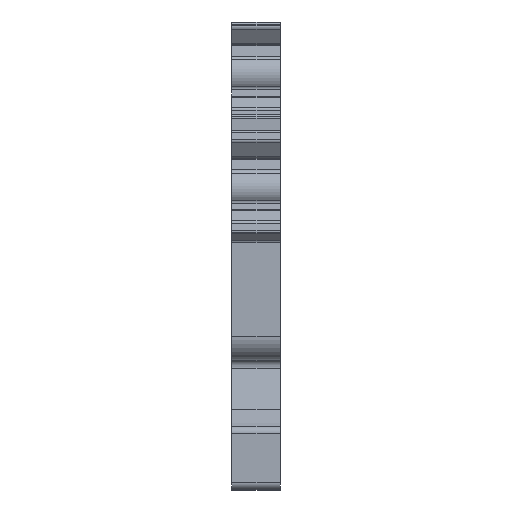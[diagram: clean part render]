
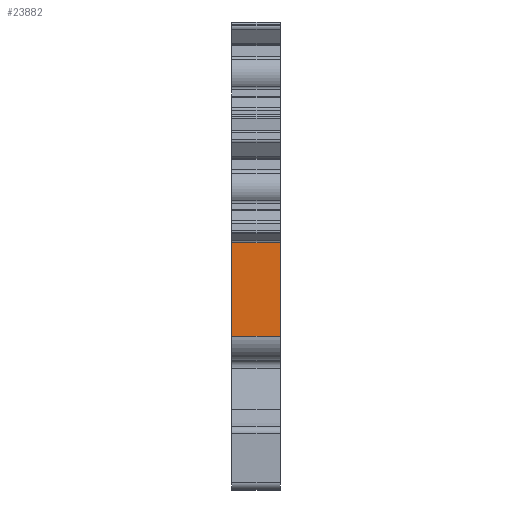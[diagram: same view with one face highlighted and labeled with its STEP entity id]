
A CAD part, left-side view. The second image highlights one B-rep face of the part: STEP entity #23882.
In plain terms, the highlighted planar face has unit normal (-1, 0, 0).
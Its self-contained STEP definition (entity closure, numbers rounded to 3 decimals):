
#1715 = CARTESIAN_POINT ( 'NONE',  ( -56.9, 5., 18.488 ) ) ;
#4545 = VECTOR ( 'NONE', #7875, 1000. ) ;
#7141 = VECTOR ( 'NONE', #22436, 1000. ) ;
#7196 = LINE ( 'NONE', #17499, #4545 ) ;
#7875 = DIRECTION ( 'NONE',  ( 0., 0., 1. ) ) ;
#8960 = CARTESIAN_POINT ( 'NONE',  ( -56.9, 5., 8.734 ) ) ;
#10439 = VECTOR ( 'NONE', #17529, 1000. ) ;
#10903 = FACE_OUTER_BOUND ( 'NONE', #14870, .T. ) ;
#12108 = VECTOR ( 'NONE', #14734, 1000. ) ;
#14470 = DIRECTION ( 'NONE',  ( 0., 1., 0. ) ) ;
#14734 = DIRECTION ( 'NONE',  ( 0., -1., 0. ) ) ;
#14870 = EDGE_LOOP ( 'NONE', ( #28771, #30187, #29436, #17697 ) ) ;
#14892 = LINE ( 'NONE', #1715, #7141 ) ;
#16459 = VERTEX_POINT ( 'NONE', #39320 ) ;
#17374 = EDGE_CURVE ( 'NONE', #19227, #24162, #31449, .T. ) ;
#17499 = CARTESIAN_POINT ( 'NONE',  ( -56.9, 5., 18.488 ) ) ;
#17529 = DIRECTION ( 'NONE',  ( 0., 0., 1. ) ) ;
#17531 = AXIS2_PLACEMENT_3D ( 'NONE', #17822, #31419, #14470 ) ;
#17697 = ORIENTED_EDGE ( 'NONE', *, *, #17374, .T. ) ;
#17727 = EDGE_CURVE ( 'NONE', #16459, #42670, #14892, .T. ) ;
#17822 = CARTESIAN_POINT ( 'NONE',  ( -56.9, 5., 18.488 ) ) ;
#19227 = VERTEX_POINT ( 'NONE', #8960 ) ;
#21118 = PLANE ( 'NONE',  #17531 ) ;
#21148 = CARTESIAN_POINT ( 'NONE',  ( -56.9, 5., 8.734 ) ) ;
#22328 = EDGE_CURVE ( 'NONE', #19227, #16459, #7196, .T. ) ;
#22436 = DIRECTION ( 'NONE',  ( 0., -1., 0. ) ) ;
#23882 = ADVANCED_FACE ( 'NONE', ( #10903 ), #21118, .F. ) ;
#23970 = LINE ( 'NONE', #37819, #10439 ) ;
#24162 = VERTEX_POINT ( 'NONE', #29073 ) ;
#28771 = ORIENTED_EDGE ( 'NONE', *, *, #29230, .T. ) ;
#29073 = CARTESIAN_POINT ( 'NONE',  ( -56.9, 0., 8.734 ) ) ;
#29230 = EDGE_CURVE ( 'NONE', #24162, #42670, #23970, .T. ) ;
#29436 = ORIENTED_EDGE ( 'NONE', *, *, #22328, .F. ) ;
#30187 = ORIENTED_EDGE ( 'NONE', *, *, #17727, .F. ) ;
#31121 = CARTESIAN_POINT ( 'NONE',  ( -56.9, 0., 18.488 ) ) ;
#31419 = DIRECTION ( 'NONE',  ( 1., 0., 0. ) ) ;
#31449 = LINE ( 'NONE', #21148, #12108 ) ;
#37819 = CARTESIAN_POINT ( 'NONE',  ( -56.9, 0., 18.488 ) ) ;
#39320 = CARTESIAN_POINT ( 'NONE',  ( -56.9, 5., 18.488 ) ) ;
#42670 = VERTEX_POINT ( 'NONE', #31121 ) ;
